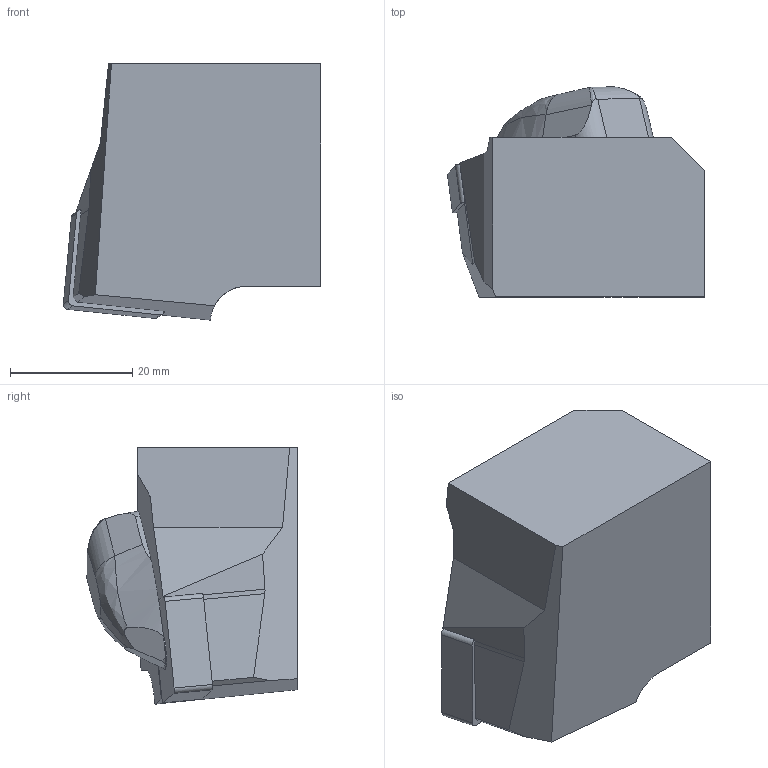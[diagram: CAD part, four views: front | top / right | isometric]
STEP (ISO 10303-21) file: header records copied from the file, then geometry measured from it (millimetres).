
FILE_DESCRIPTION(/* description */ (''),/* implementation_level */ '2;1');
FILE_NAME(/* name */ '1569925006350.stp',/* time_stamp */ '2019-10-01T12:16:58+02:00',/* author */ (''),/* organization */ ('SMS'),/* preprocessor_version */ 'ST-DEVELOPER v16.7',/* originating_system */ 'SIEMENS PLM Software NX 12.0',/* authorisation */ '');
FILE_SCHEMA (('AUTOMOTIVE_DESIGN { 1 0 10303 214 3 1 1 1 }'));
Length unit declared in the file: millimetre
Products named in the file (4): ASSEMBLY_CONSTRUCTION; 202209308mod000_00; IsoTurningInsert; 111169290mod000_01
Assembly tree (3 placements, depth 2):
  111169290mod000_01
    IsoTurningInsert
    202209308mod000_00
    ASSEMBLY_CONSTRUCTION
Bounding box: 42 x 34.3 x 41.84 mm (x, y, z)
Volume: 37438.7 mm3; surface area: 8007.9 mm2
Topology: 2 solids, 2 shells, 58 faces, 165 edges, 116 vertices
Faces by surface type: plane 36, cylinder 15, bspline 7
Full cylindrical faces by diameter (mm): 6.35 x2
Entity records: 2519 total; most frequent: CARTESIAN_POINT 929, ORIENTED_EDGE 322, DIRECTION 274, EDGE_CURVE 161, VERTEX_POINT 108, AXIS2_PLACEMENT_3D 92, LINE 90, VECTOR 90
